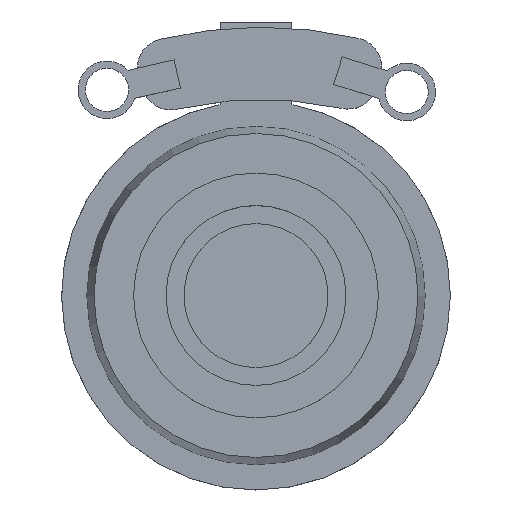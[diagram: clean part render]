
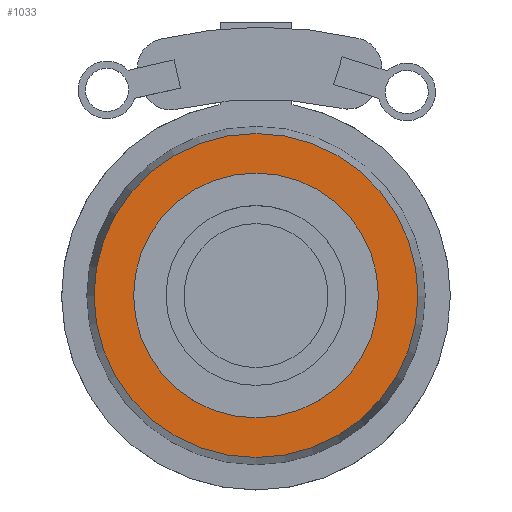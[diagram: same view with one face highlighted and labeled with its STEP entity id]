
A CAD part, top view. The second image highlights one B-rep face of the part: STEP entity #1033.
In plain terms, the highlighted planar face has unit normal (0, 0, 1).
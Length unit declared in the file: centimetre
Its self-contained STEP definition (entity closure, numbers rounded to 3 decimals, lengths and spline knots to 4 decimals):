
#577=CIRCLE('',#1085,0.675);
#578=CIRCLE('',#1086,1.125);
#616=VERTEX_POINT('',#1368);
#617=VERTEX_POINT('',#1370);
#733=EDGE_CURVE('',#616,#616,#577,.T.);
#734=EDGE_CURVE('',#617,#617,#578,.T.);
#819=ORIENTED_EDGE('',*,*,#733,.T.);
#820=ORIENTED_EDGE('',*,*,#734,.F.);
#931=EDGE_LOOP('',(#819));
#932=EDGE_LOOP('',(#820));
#987=FACE_BOUND('',#931,.T.);
#988=FACE_BOUND('',#932,.T.);
#1033=ADVANCED_FACE('',(#987,#988),#1481,.T.);
#1084=AXIS2_PLACEMENT_3D('',#1366,#1193,$);
#1085=AXIS2_PLACEMENT_3D('',#1367,#1194,#1195);
#1086=AXIS2_PLACEMENT_3D('',#1369,#1196,#1197);
#1193=DIRECTION('',(0.,0.,1.));
#1194=DIRECTION('',(0.,0.,-1.));
#1195=DIRECTION('',(0.675,0.,0.));
#1196=DIRECTION('',(0.,0.,-1.));
#1197=DIRECTION('',(-1.125,0.,0.));
#1366=CARTESIAN_POINT('',(0.,0.,0.725));
#1367=CARTESIAN_POINT('',(0.,0.,0.725));
#1368=CARTESIAN_POINT('',(0.675,0.,0.725));
#1369=CARTESIAN_POINT('',(0.,0.,0.725));
#1370=CARTESIAN_POINT('',(1.125,0.,0.725));
#1481=PLANE('',#1084);
